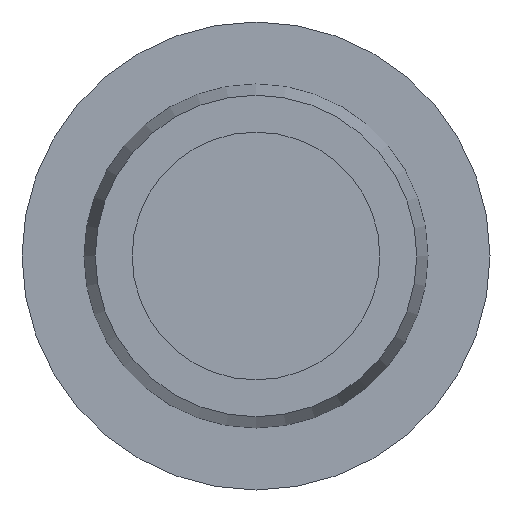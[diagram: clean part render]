
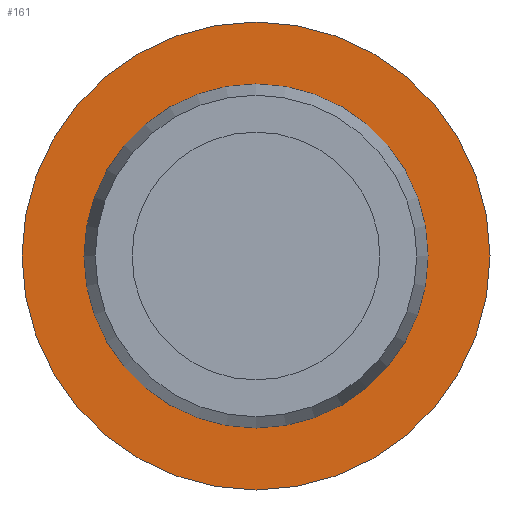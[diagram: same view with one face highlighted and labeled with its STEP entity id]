
A CAD part, front view. The second image highlights one B-rep face of the part: STEP entity #161.
In plain terms, the highlighted planar face has unit normal (0, -1, 0).
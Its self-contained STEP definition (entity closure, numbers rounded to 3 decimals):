
#110=CARTESIAN_POINT('',(-8.5,4.5,0.0));
#111=VERTEX_POINT('',#110);
#112=CARTESIAN_POINT('',(0.,4.5,0.0));
#113=DIRECTION('',(0.0,1.0,0.0));
#114=DIRECTION('',(-1.0,0.0,0.0));
#115=AXIS2_PLACEMENT_3D('',#112,#113,#114);
#116=CIRCLE('',#115,8.5);
#117=EDGE_CURVE('',#111,#111,#116,.T.);
#142=CARTESIAN_POINT('',(-7.125,4.5,0.0));
#143=DIRECTION('',(0.0,-1.0,0.0));
#144=DIRECTION('',(0.0,0.0,-1.0));
#145=AXIS2_PLACEMENT_3D('',#142,#143,#144);
#146=PLANE('',#145);
#147=ORIENTED_EDGE('',*,*,#117,.F.);
#148=EDGE_LOOP('',(#147));
#149=FACE_OUTER_BOUND('',#148,.T.);
#150=CARTESIAN_POINT('',(-5.75,4.5,0.0));
#151=VERTEX_POINT('',#150);
#152=CARTESIAN_POINT('',(0.,4.5,0.0));
#153=DIRECTION('',(0.0,1.0,0.0));
#154=DIRECTION('',(-1.0,0.0,0.0));
#155=AXIS2_PLACEMENT_3D('',#152,#153,#154);
#156=CIRCLE('',#155,5.75);
#157=EDGE_CURVE('',#151,#151,#156,.T.);
#158=ORIENTED_EDGE('',*,*,#157,.T.);
#159=EDGE_LOOP('',(#158));
#160=FACE_BOUND('',#159,.T.);
#161=ADVANCED_FACE('',(#149,#160),#146,.T.);
